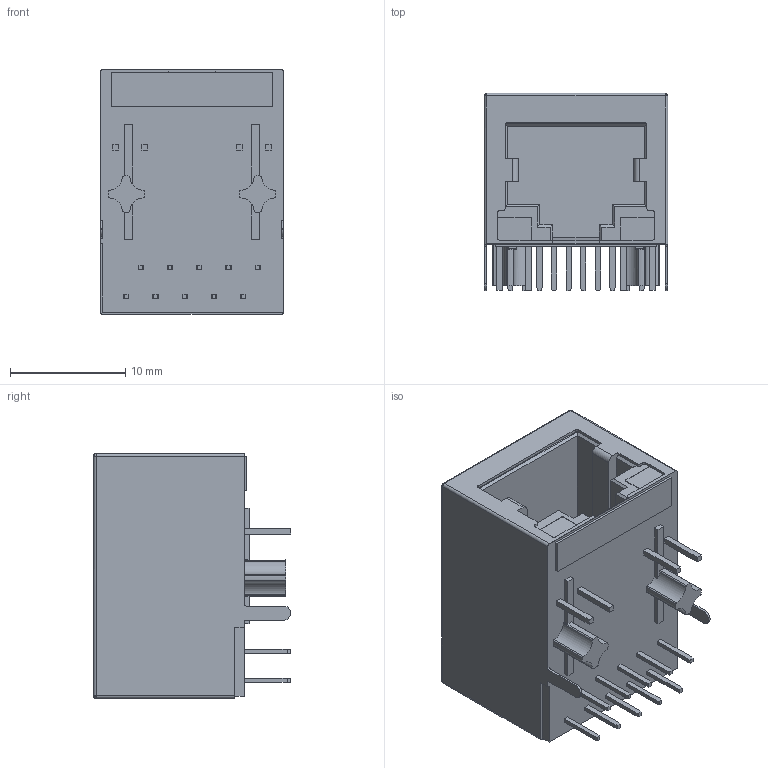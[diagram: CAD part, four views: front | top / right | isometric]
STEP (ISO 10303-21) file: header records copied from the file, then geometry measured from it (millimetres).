
FILE_DESCRIPTION (( 'STEP AP214' ), '1' );
FILE_NAME ('TMJG0803HENL.STEP', '2023-09-21T03:11:29', ( '' ), ( '' ), 'SwSTEP 2.0', 'SolidWorks 2022', '' );
FILE_SCHEMA (( 'AUTOMOTIVE_DESIGN' ));
Length unit declared in the file: millimetre
Products named in the file (1): TMJG0803HENL
Bounding box: 15.93 x 17.1 x 21.25 mm (x, y, z)
Volume: 3568.7 mm3; surface area: 2406.3 mm2
Topology: 3 solids, 3 shells, 604 faces, 1610 edges, 1058 vertices
Faces by surface type: plane 407, bspline 124, cylinder 65, sphere 8
Entity records: 20277 total; most frequent: CARTESIAN_POINT 6349, ORIENTED_EDGE 3204, DIRECTION 2250, EDGE_CURVE 1602, VERTEX_POINT 1058, LINE 998, VECTOR 998, EDGE_LOOP 658
